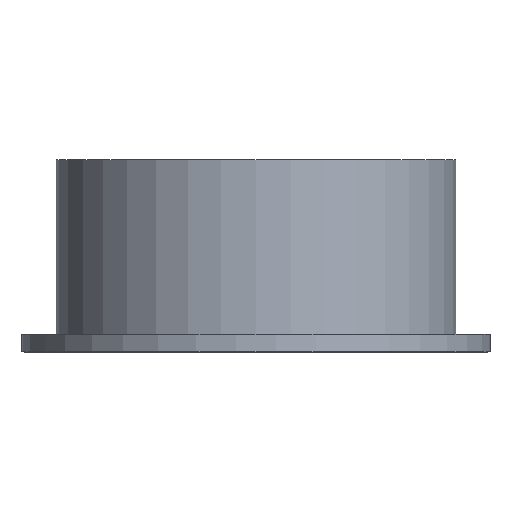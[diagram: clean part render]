
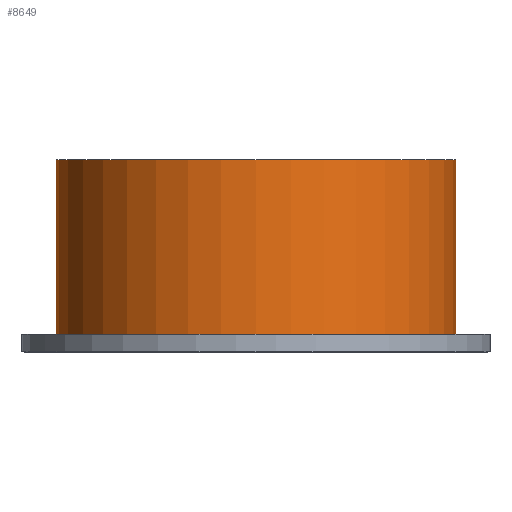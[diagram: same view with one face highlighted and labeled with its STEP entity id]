
A CAD part, top view. The second image highlights one B-rep face of the part: STEP entity #8649.
In plain terms, the highlighted cylindrical face has radius 115 mm (diameter 230 mm), a partial arc.
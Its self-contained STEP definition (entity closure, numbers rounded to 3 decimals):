
#685=LINE('',#11433,#1548);
#1440=LINE('',#15210,#2303);
#1548=VECTOR('',#9441,10.);
#2303=VECTOR('',#10908,10.);
#2394=CYLINDRICAL_SURFACE('',#9182,115.);
#2986=FACE_OUTER_BOUND('',#3537,.T.);
#3537=EDGE_LOOP('',(#8144,#8145,#8146,#8147));
#3556=CIRCLE('',#8710,115.);
#3671=CIRCLE('',#9177,115.);
#3704=VERTEX_POINT('',#11213);
#3705=VERTEX_POINT('',#11215);
#3758=VERTEX_POINT('',#11432);
#4453=VERTEX_POINT('',#15208);
#4531=EDGE_CURVE('',#3704,#3705,#3556,.T.);
#4613=EDGE_CURVE('',#3758,#3705,#685,.T.);
#5656=EDGE_CURVE('',#4453,#3704,#1440,.T.);
#5714=EDGE_CURVE('',#3758,#4453,#3671,.T.);
#8144=ORIENTED_EDGE('',*,*,#5714,.F.);
#8145=ORIENTED_EDGE('',*,*,#4613,.T.);
#8146=ORIENTED_EDGE('',*,*,#4531,.F.);
#8147=ORIENTED_EDGE('',*,*,#5656,.F.);
#8649=ADVANCED_FACE('',(#2986),#2394,.T.);
#8710=AXIS2_PLACEMENT_3D('',#11216,#9279,#9280);
#9177=AXIS2_PLACEMENT_3D('',#15360,#11051,#11052);
#9182=AXIS2_PLACEMENT_3D('',#15366,#11062,#11063);
#9279=DIRECTION('center_axis',(0.,1.,0.));
#9280=DIRECTION('ref_axis',(-1.,0.,0.));
#9441=DIRECTION('',(0.,1.,0.));
#10908=DIRECTION('',(0.,1.,0.));
#11051=DIRECTION('center_axis',(0.,-1.,0.));
#11052=DIRECTION('ref_axis',(-1.,0.,0.));
#11062=DIRECTION('center_axis',(0.,1.,0.));
#11063=DIRECTION('ref_axis',(0.,0.,1.));
#11213=CARTESIAN_POINT('',(-39.,110.5,-108.185));
#11215=CARTESIAN_POINT('',(39.,110.5,-108.185));
#11216=CARTESIAN_POINT('Origin',(0.,110.5,0.));
#11432=CARTESIAN_POINT('',(39.,10.,-108.185));
#11433=CARTESIAN_POINT('',(39.,0.,-108.185));
#15208=CARTESIAN_POINT('',(-39.,10.,-108.185));
#15210=CARTESIAN_POINT('',(-39.,0.,-108.185));
#15360=CARTESIAN_POINT('Origin',(0.,10.,0.));
#15366=CARTESIAN_POINT('Origin',(0.,0.,0.));
